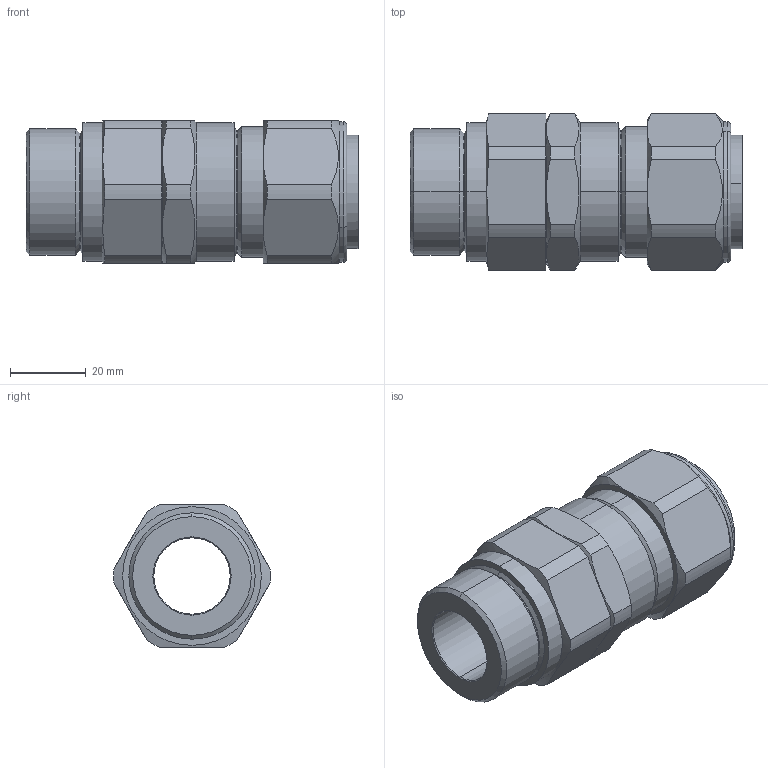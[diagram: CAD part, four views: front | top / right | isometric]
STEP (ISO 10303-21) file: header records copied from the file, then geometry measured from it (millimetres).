
FILE_DESCRIPTION (( 'STEP AP203' ), '1' );
FILE_NAME ('25TE1FU1RA443.STEP', '2020-02-12T10:25:27', ( '' ), ( '' ), 'SwSTEP 2.0', 'SolidWorks 2017', '' );
FILE_SCHEMA (( 'CONFIG_CONTROL_DESIGN' ));
Length unit declared in the file: millimetre
Products named in the file (1): 25TE1FU1RA443
Bounding box: 87.45 x 41.23 x 37.5 mm (x, y, z)
Surface area: 16556.2 mm2 (no closed solid volume)
Topology: 0 solids, 5 shells, 109 faces, 412 edges, 312 vertices
Faces by surface type: cone 38, cylinder 36, plane 27, torus 8
Entity records: 5923 total; most frequent: CARTESIAN_POINT 2530, ORIENTED_EDGE 656, DIRECTION 634, EDGE_CURVE 412, VERTEX_POINT 312, AXIS2_PLACEMENT_3D 240, VECTOR 154, LINE 154
